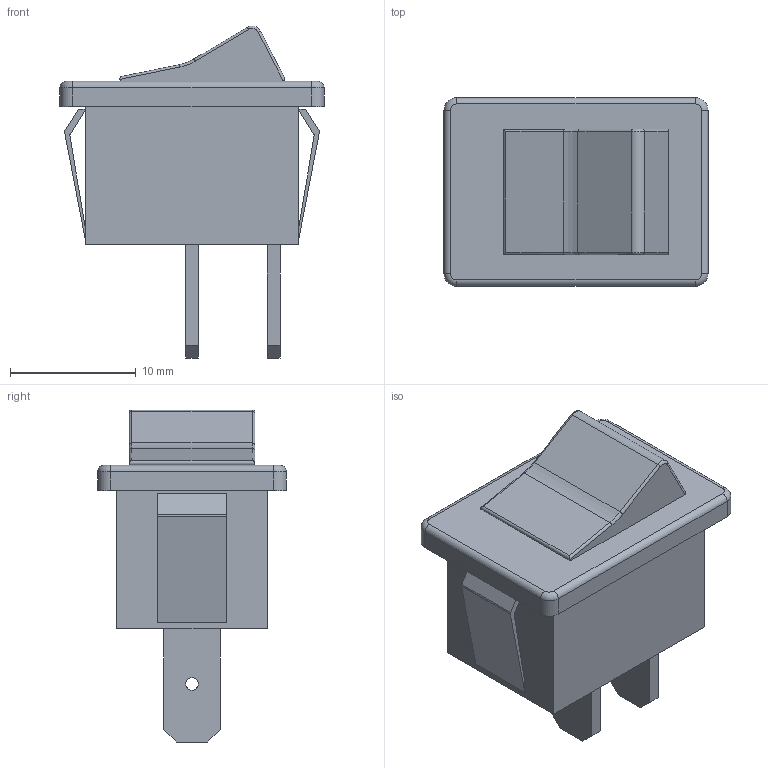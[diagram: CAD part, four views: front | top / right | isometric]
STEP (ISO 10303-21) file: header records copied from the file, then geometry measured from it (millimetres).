
FILE_DESCRIPTION(('FreeCAD Model'),'2;1');
FILE_NAME('lacznik_kolyskowy_panel_2.stp', '2018-11-25T10:12:10',('Author'),(''), 'Open CASCADE STEP processor 6.8','FreeCAD','Unknown');
FILE_SCHEMA(('AUTOMOTIVE_DESIGN { 1 0 10303 214 1 1 1 1 }'));
Length unit declared in the file: millimetre
Products named in the file (3): ASSEMBLY; Fusion001; Array
Assembly tree (2 placements, depth 2):
  ASSEMBLY
    Fusion001
    Array
Bounding box: 21 x 15 x 26.4 mm (x, y, z)
Volume: 3254.2 mm3; surface area: 1931.1 mm2
Topology: 3 solids, 3 shells, 78 faces, 194 edges, 124 vertices
Faces by surface type: plane 46, cylinder 24, torus 8
Full cylindrical faces by diameter (mm): 1 x2
Entity records: 4935 total; most frequent: CARTESIAN_POINT 1007, DIRECTION 706, LINE 418, VECTOR 418, ORIENTED_EDGE 388, PCURVE 388, DEFINITIONAL_REPRESENTATION 388, EDGE_CURVE 194
